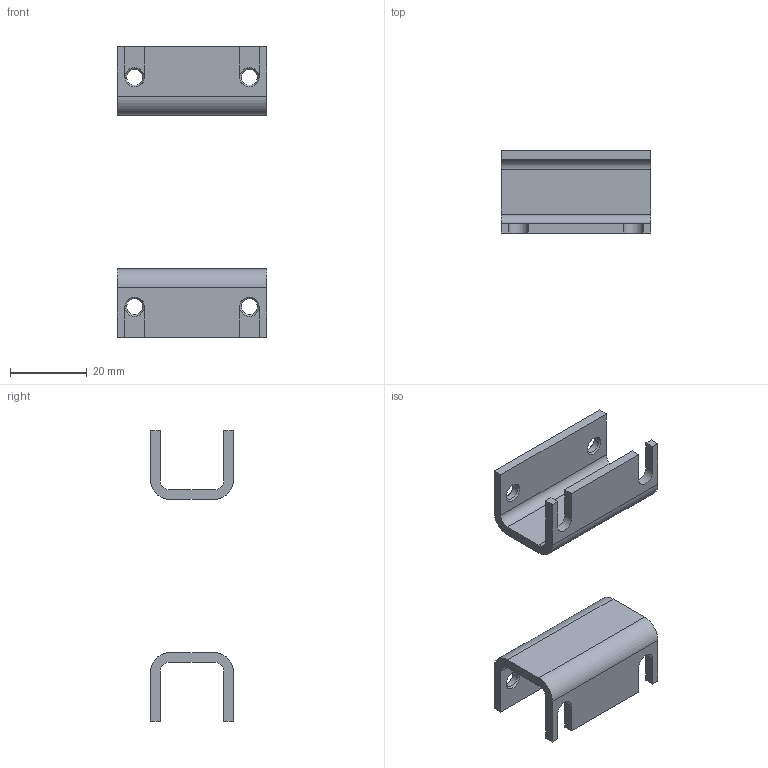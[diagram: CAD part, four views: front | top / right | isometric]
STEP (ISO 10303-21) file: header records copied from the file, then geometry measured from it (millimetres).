
FILE_DESCRIPTION(/* description */ ('STEP AP214'),/* implementation_level */ '2;1');
FILE_NAME(/* name */ '568275_DASB-P1-HA-SB',/* time_stamp */ '2024-08-14T17:18:12+02:00',/* author */ ('License CC BY-ND 4.0'),/* organization */ ('CADENAS'),/* preprocessor_version */ 'ST-DEVELOPER v19.3',/* originating_system */ 'PARTsolutions',/* authorisation */ ' ');
FILE_SCHEMA (('AUTOMOTIVE_DESIGN {1 0 10303 214 3 1 1}'));
Length unit declared in the file: millimetre
Products named in the file (2): 568275 DASB-P1-HA-SB; 568275 DASB-P1-HA-SB---(P)
Assembly tree (2 placements, depth 2):
  568275 DASB-P1-HA-SB
    568275 DASB-P1-HA-SB---(P)  x2
Bounding box: 39 x 21.6 x 76 mm (x, y, z)
Volume: 8974.5 mm3; surface area: 8366.3 mm2
Topology: 2 solids, 2 shells, 56 faces, 148 edges, 96 vertices
Faces by surface type: plane 32, cylinder 16, cone 8
Full cylindrical faces by diameter (mm): 4.134 x4
Entity records: 901 total; most frequent: DIRECTION 150, CARTESIAN_POINT 147, ORIENTED_EDGE 136, EDGE_CURVE 68, AXIS2_PLACEMENT_3D 51, VERTEX_POINT 48, LINE 48, VECTOR 48
